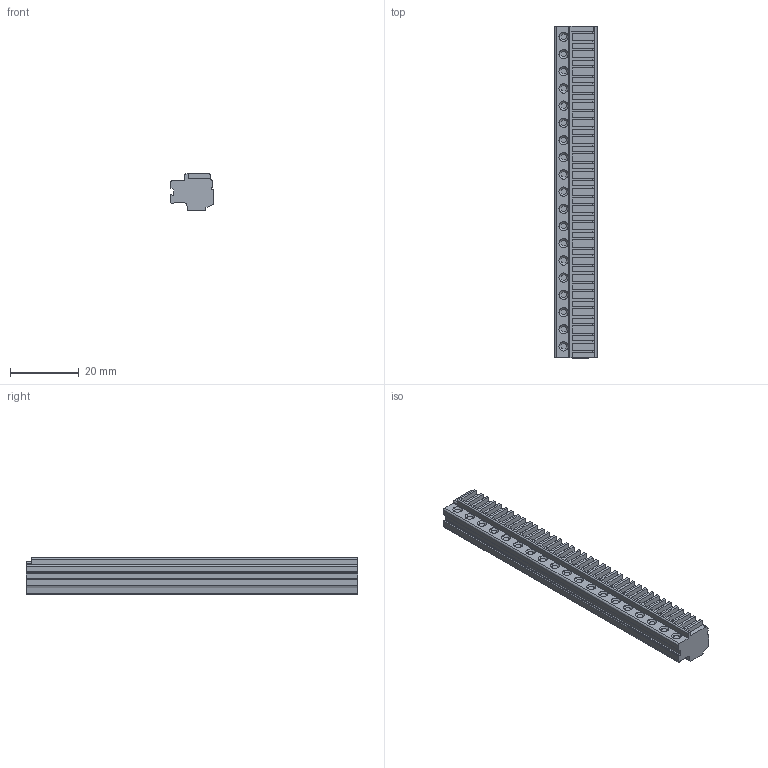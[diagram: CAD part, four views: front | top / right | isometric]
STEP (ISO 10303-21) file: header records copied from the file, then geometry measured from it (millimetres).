
FILE_DESCRIPTION((''),'2;1');
FILE_NAME('ASFD','2024-10-16T10:53:31',('tluser'),(''),'CREO PARAMETRIC BY PTC INC, 2018100','CREO PARAMETRIC BY PTC INC, 2018100','');
FILE_SCHEMA(('CONFIG_CONTROL_DESIGN'));
Length unit declared in the file: millimetre
Products named in the file (1): ASFD
Bounding box: 12.5 x 96.5 x 10.6 mm (x, y, z)
Volume: 9348.6 mm3; surface area: 5642 mm2
Topology: 1 solids, 1 shells, 729 faces, 1953 edges, 1302 vertices
Faces by surface type: plane 424, cylinder 229, cone 76
Entity records: 23219 total; most frequent: CARTESIAN_POINT 4554, ORIENTED_EDGE 3906, DIRECTION 3869, EDGE_CURVE 1953, VERTEX_POINT 1302, AXIS2_PLACEMENT_3D 1301, VECTOR 1267, LINE 1267
